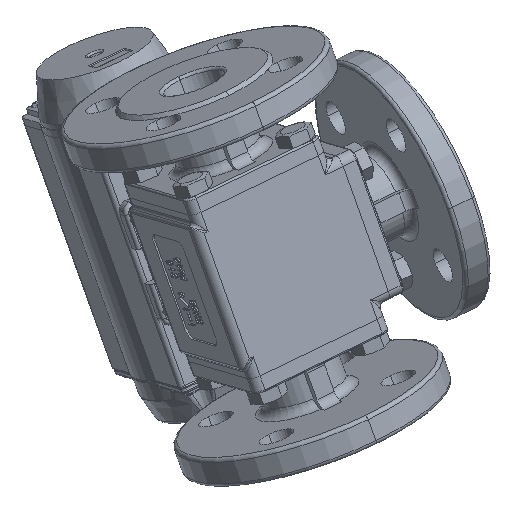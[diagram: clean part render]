
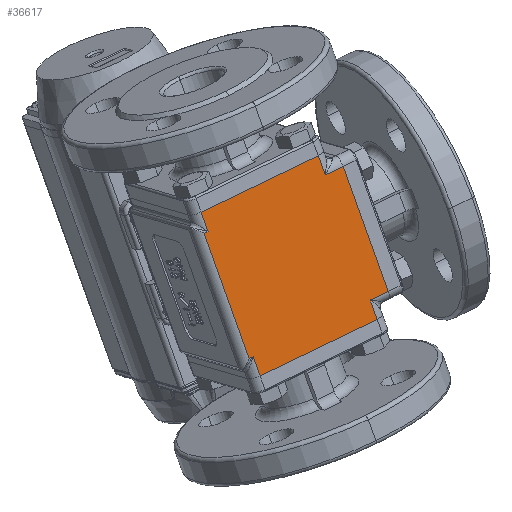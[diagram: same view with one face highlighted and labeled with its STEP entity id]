
A CAD part, isometric view. The second image highlights one B-rep face of the part: STEP entity #36617.
In plain terms, the highlighted face is planar.
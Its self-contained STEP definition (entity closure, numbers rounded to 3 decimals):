
#2958=PLANE('',#39443);
#3667=LINE('',#51886,#6030);
#4536=LINE('',#61544,#6899);
#4537=LINE('',#61548,#6900);
#4541=LINE('',#61560,#6904);
#4544=LINE('',#61568,#6907);
#4548=LINE('',#61580,#6911);
#4551=LINE('',#61586,#6914);
#4554=LINE('',#61592,#6917);
#4564=LINE('',#61618,#6927);
#4566=LINE('',#61623,#6929);
#4567=LINE('',#61631,#6930);
#4569=LINE('',#61639,#6932);
#6030=VECTOR('',#42338,1000.);
#6899=VECTOR('',#44477,1000.);
#6900=VECTOR('',#44482,1000.);
#6904=VECTOR('',#44494,1000.);
#6907=VECTOR('',#44501,1000.);
#6911=VECTOR('',#44515,1000.);
#6914=VECTOR('',#44524,1000.);
#6917=VECTOR('',#44533,1000.);
#6927=VECTOR('',#44561,1000.);
#6929=VECTOR('',#44567,1000.);
#6930=VECTOR('',#44582,1000.);
#6932=VECTOR('',#44596,1000.);
#11008=ORIENTED_EDGE('',*,*,#20971,.T.);
#11009=ORIENTED_EDGE('',*,*,#19462,.T.);
#11010=ORIENTED_EDGE('',*,*,#20968,.F.);
#11011=ORIENTED_EDGE('',*,*,#20952,.T.);
#11012=ORIENTED_EDGE('',*,*,#21003,.F.);
#11013=ORIENTED_EDGE('',*,*,#20962,.T.);
#11014=ORIENTED_EDGE('',*,*,#20974,.T.);
#11015=ORIENTED_EDGE('',*,*,#20990,.F.);
#11016=ORIENTED_EDGE('',*,*,#20987,.F.);
#11017=ORIENTED_EDGE('',*,*,#20958,.T.);
#11018=ORIENTED_EDGE('',*,*,#20996,.F.);
#11019=ORIENTED_EDGE('',*,*,#20950,.T.);
#19462=EDGE_CURVE('',#24995,#24993,#3667,.T.);
#20950=EDGE_CURVE('',#25994,#25099,#4536,.T.);
#20952=EDGE_CURVE('',#25100,#25995,#4537,.T.);
#20958=EDGE_CURVE('',#25985,#25999,#4541,.T.);
#20962=EDGE_CURVE('',#26002,#25982,#4544,.T.);
#20968=EDGE_CURVE('',#25100,#24993,#4548,.T.);
#20971=EDGE_CURVE('',#25099,#24995,#4551,.T.);
#20974=EDGE_CURVE('',#25982,#26005,#4554,.T.);
#20987=EDGE_CURVE('',#25985,#26012,#4564,.T.);
#20990=EDGE_CURVE('',#26012,#26005,#4566,.T.);
#20996=EDGE_CURVE('',#25994,#25999,#4567,.T.);
#21003=EDGE_CURVE('',#26002,#25995,#4569,.T.);
#24993=VERTEX_POINT('',#51884);
#24995=VERTEX_POINT('',#51887);
#25099=VERTEX_POINT('',#52403);
#25100=VERTEX_POINT('',#52494);
#25982=VERTEX_POINT('',#61289);
#25985=VERTEX_POINT('',#61395);
#25994=VERTEX_POINT('',#61545);
#25995=VERTEX_POINT('',#61549);
#25999=VERTEX_POINT('',#61561);
#26002=VERTEX_POINT('',#61569);
#26005=VERTEX_POINT('',#61593);
#26012=VERTEX_POINT('',#61619);
#30542=EDGE_LOOP('',(#11008,#11009,#11010,#11011,#11012,#11013,#11014,#11015,
#11016,#11017,#11018,#11019));
#33257=FACE_BOUND('',#30542,.T.);
#36617=ADVANCED_FACE('',(#33257),#2958,.T.);
#39443=AXIS2_PLACEMENT_3D('',#61646,#44608,#44609);
#42338=DIRECTION('',(0.,0.,-1.));
#44477=DIRECTION('',(0.,0.,-1.));
#44482=DIRECTION('',(0.,0.,-1.));
#44494=DIRECTION('',(0.,0.,1.));
#44501=DIRECTION('',(0.,0.,1.));
#44515=DIRECTION('',(-1.,0.,0.));
#44524=DIRECTION('',(-1.,0.,0.));
#44533=DIRECTION('',(1.,0.,0.));
#44561=DIRECTION('',(1.,0.,0.));
#44567=DIRECTION('',(0.,0.,-1.));
#44582=DIRECTION('',(1.,0.,0.));
#44596=DIRECTION('',(-1.,0.,0.));
#44608=DIRECTION('',(0.,-1.,0.));
#44609=DIRECTION('',(0.,0.,-1.));
#51884=CARTESIAN_POINT('',(-36.3,0.,-34.));
#51886=CARTESIAN_POINT('',(-36.3,0.,-34.));
#51887=CARTESIAN_POINT('',(-36.3,0.,34.));
#52403=CARTESIAN_POINT('',(-34.,0.,34.));
#52494=CARTESIAN_POINT('',(-34.,0.,-34.));
#61289=CARTESIAN_POINT('',(34.,0.,-34.));
#61395=CARTESIAN_POINT('',(34.,0.,34.));
#61544=CARTESIAN_POINT('',(-34.,0.,34.));
#61545=CARTESIAN_POINT('',(-34.,0.,44.5));
#61548=CARTESIAN_POINT('',(-34.,0.,-44.5));
#61549=CARTESIAN_POINT('',(-34.,0.,-44.5));
#61560=CARTESIAN_POINT('',(34.,0.,0.));
#61561=CARTESIAN_POINT('',(34.,0.,44.5));
#61568=CARTESIAN_POINT('',(34.,0.,0.));
#61569=CARTESIAN_POINT('',(34.,0.,-44.5));
#61580=CARTESIAN_POINT('',(-39.,0.,-34.));
#61586=CARTESIAN_POINT('',(-39.,0.,34.));
#61592=CARTESIAN_POINT('',(39.,0.,-34.));
#61593=CARTESIAN_POINT('',(44.5,0.,-34.));
#61618=CARTESIAN_POINT('',(39.,0.,34.));
#61619=CARTESIAN_POINT('',(44.5,0.,34.));
#61623=CARTESIAN_POINT('',(44.5,0.,0.));
#61631=CARTESIAN_POINT('',(44.5,0.,44.5));
#61639=CARTESIAN_POINT('',(44.5,0.,-44.5));
#61646=CARTESIAN_POINT('',(0.,0.,0.));
